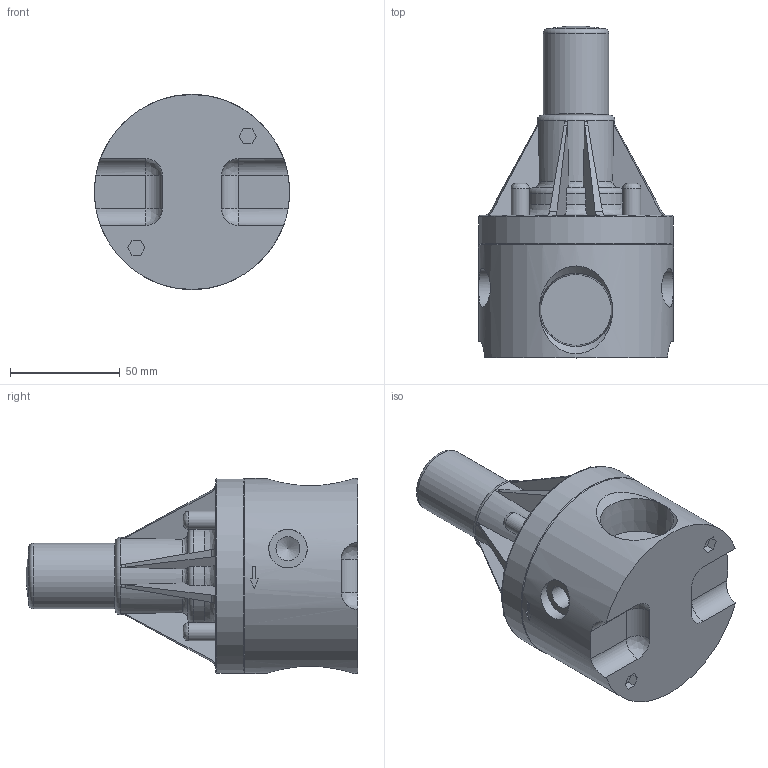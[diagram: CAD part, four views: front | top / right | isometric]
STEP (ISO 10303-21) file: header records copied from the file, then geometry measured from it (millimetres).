
FILE_DESCRIPTION((''),'2;1');
FILE_NAME('ECO-100A-SS_R0.ipt.stp','2017-02-28T11:24:04',(''),(''),'Autodesk Inventor 2009','Autodesk Inventor 2009','');
FILE_SCHEMA(('AUTOMOTIVE_DESIGN { 1 0 10303 214 1 1 1 1 }'));
Length unit declared in the file: inch
Products named in the file (1): ECO-100A-SS_R0
Bounding box: 88.9 x 151.26 x 88.9 mm (x, y, z)
Volume: 445815.4 mm3; surface area: 57187 mm2
Topology: 1 solids, 3 shells, 179 faces, 456 edges, 298 vertices
Faces by surface type: plane 72, cylinder 45, bspline 40, torus 15, cone 7
Full cylindrical faces by diameter (mm): 5.842 x2, 6.502 x4, 6.528 x2, 8.382 x4, 10.16 x2, 10.947 x2, 29.972 x1, 35.56 x1, 88.9 x2
Entity records: 6629 total; most frequent: CARTESIAN_POINT 2510, DIRECTION 800, ORIENTED_EDGE 796, EDGE_CURVE 398, AXIS2_PLACEMENT_3D 336, VERTEX_POINT 282, EDGE_LOOP 240, FACE_OUTER_BOUND 179
